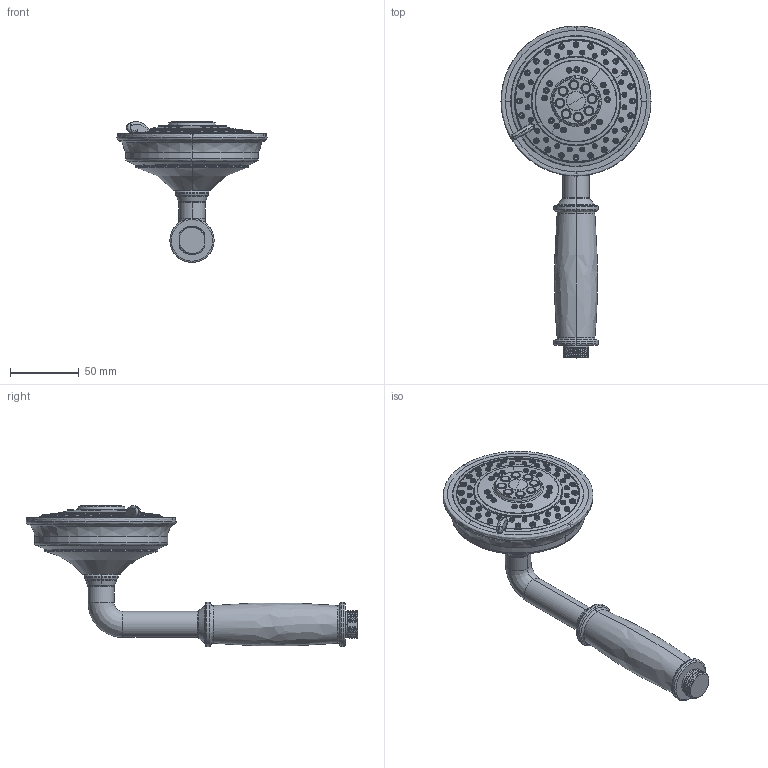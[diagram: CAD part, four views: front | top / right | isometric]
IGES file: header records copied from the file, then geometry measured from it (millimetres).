
Start section:  PTC IGES file: 281-1.igs
Global section: file name: 281-1.igs; native system: Creo Parametric by PTC Inc.; preprocessor: 2018400; author: jinson.thomas; organization: Unknown; date: 20201211.094556; units: inch
Bounding box: 109.22 x 241.43 x 102.7 mm (x, y, z)
Volume: 342883.8 mm3; surface area: 47072.2 mm2
Topology: 1 solids, 1 shells, 1007 faces, 2093 edges, 1217 vertices
Faces by surface type: revolution 844, bspline 163
